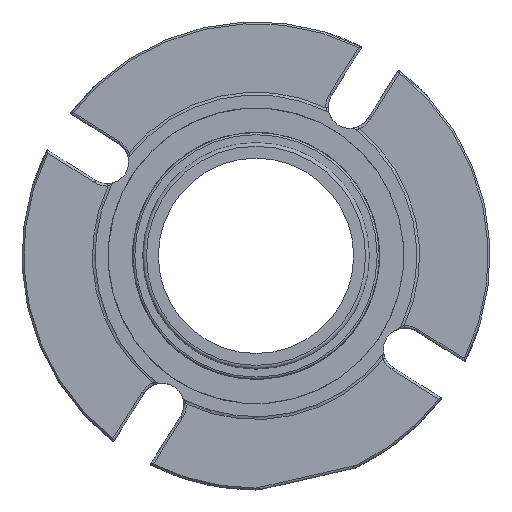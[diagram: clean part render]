
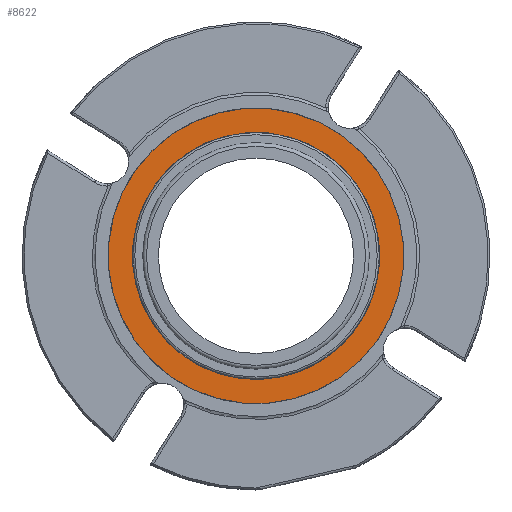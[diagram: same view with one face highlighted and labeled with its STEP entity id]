
A CAD part, left-side view. The second image highlights one B-rep face of the part: STEP entity #8622.
In plain terms, the highlighted planar face has unit normal (-1, 0, 0).
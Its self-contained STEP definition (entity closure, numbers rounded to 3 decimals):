
#1572=PLANE('',#9212);
#1767=ORIENTED_EDGE('',*,*,#4468,.T.);
#1768=ORIENTED_EDGE('',*,*,#4467,.T.);
#4467=EDGE_CURVE('',#5823,#5823,#6680,.F.);
#4468=EDGE_CURVE('',#5824,#5824,#6681,.T.);
#5823=VERTEX_POINT('',#12684);
#5824=VERTEX_POINT('',#12687);
#6680=CIRCLE('',#9211,50.165);
#6681=CIRCLE('',#9213,60.033);
#7197=EDGE_LOOP('',(#1767));
#7198=EDGE_LOOP('',(#1768));
#7838=FACE_BOUND('',#7197,.T.);
#7839=FACE_BOUND('',#7198,.T.);
#8622=ADVANCED_FACE('',(#7838,#7839),#1572,.T.);
#9211=AXIS2_PLACEMENT_3D('',#12683,#10235,#10236);
#9212=AXIS2_PLACEMENT_3D('',#12685,#10237,#10238);
#9213=AXIS2_PLACEMENT_3D('',#12686,#10239,#10240);
#10235=DIRECTION('',(-1.,0.,0.));
#10236=DIRECTION('',(0.,-1.,0.));
#10237=DIRECTION('',(-1.,0.,0.));
#10238=DIRECTION('',(0.,-0.577,0.816));
#10239=DIRECTION('',(-1.,0.,0.));
#10240=DIRECTION('',(0.,-0.577,0.816));
#12683=CARTESIAN_POINT('',(-8.879,0.,0.));
#12684=CARTESIAN_POINT('',(-8.879,-50.165,0.));
#12685=CARTESIAN_POINT('',(-8.879,-29.329,41.478));
#12686=CARTESIAN_POINT('',(-8.879,0.,0.));
#12687=CARTESIAN_POINT('',(-8.879,-34.66,49.017));
